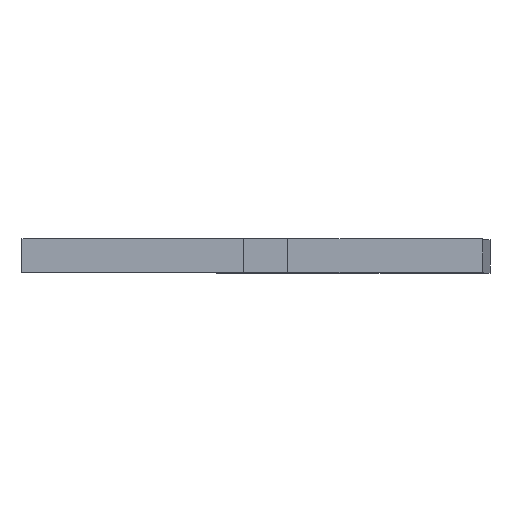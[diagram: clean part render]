
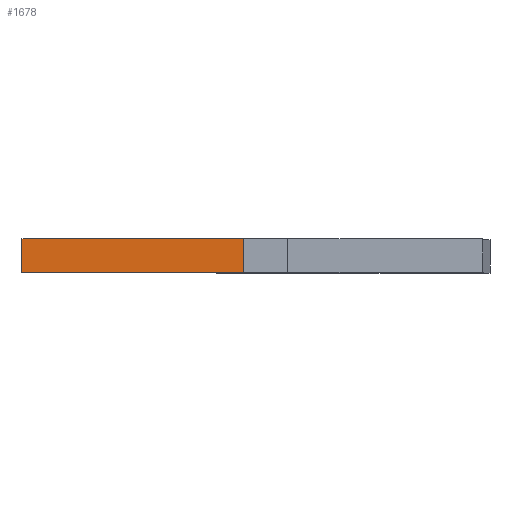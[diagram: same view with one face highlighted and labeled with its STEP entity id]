
A CAD part, top view. The second image highlights one B-rep face of the part: STEP entity #1678.
In plain terms, the highlighted planar face has unit normal (0, 0, 1).
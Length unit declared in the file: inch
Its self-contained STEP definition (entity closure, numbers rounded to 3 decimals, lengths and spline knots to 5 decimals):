
#20 = CARTESIAN_POINT ( 'NONE',  ( -2.75, 0.375, 0.875 ) ) ;
#27 = VERTEX_POINT ( 'NONE', #1979 ) ;
#38 = CARTESIAN_POINT ( 'NONE',  ( -2.75, -2.35332, 0.875 ) ) ;
#60 = ORIENTED_EDGE ( 'NONE', *, *, #816, .F. ) ;
#162 = VECTOR ( 'NONE', #2973, 39.37008 ) ;
#210 = VECTOR ( 'NONE', #533, 39.37008 ) ;
#326 = CARTESIAN_POINT ( 'NONE',  ( -0.25, -2.35332, 0.875 ) ) ;
#403 = VERTEX_POINT ( 'NONE', #2902 ) ;
#422 = CARTESIAN_POINT ( 'NONE',  ( -2.75, 0., 0.875 ) ) ;
#533 = DIRECTION ( 'NONE',  ( 0., 1., 0. ) ) ;
#769 = CARTESIAN_POINT ( 'NONE',  ( -0.25, 0., 0.875 ) ) ;
#816 = EDGE_CURVE ( 'NONE', #1349, #403, #2142, .T. ) ;
#855 = VECTOR ( 'NONE', #975, 39.37008 ) ;
#868 = CARTESIAN_POINT ( 'NONE',  ( -2.75, 0.375, 0.875 ) ) ;
#887 = EDGE_CURVE ( 'NONE', #1566, #27, #1185, .T. ) ;
#896 = PLANE ( 'NONE',  #2267 ) ;
#975 = DIRECTION ( 'NONE',  ( 1., 0., 0. ) ) ;
#1169 = FACE_OUTER_BOUND ( 'NONE', #2169, .T. ) ;
#1185 = LINE ( 'NONE', #20, #855 ) ;
#1349 = VERTEX_POINT ( 'NONE', #769 ) ;
#1381 = ORIENTED_EDGE ( 'NONE', *, *, #1813, .F. ) ;
#1472 = LINE ( 'NONE', #38, #210 ) ;
#1566 = VERTEX_POINT ( 'NONE', #868 ) ;
#1618 = ORIENTED_EDGE ( 'NONE', *, *, #887, .F. ) ;
#1627 = DIRECTION ( 'NONE',  ( 1., 0., 0. ) ) ;
#1678 = ADVANCED_FACE ( 'NONE', ( #1169 ), #896, .T. ) ;
#1712 = ORIENTED_EDGE ( 'NONE', *, *, #2258, .F. ) ;
#1813 = EDGE_CURVE ( 'NONE', #403, #1566, #1472, .T. ) ;
#1857 = CARTESIAN_POINT ( 'NONE',  ( -2.75, -2.35332, 0.875 ) ) ;
#1979 = CARTESIAN_POINT ( 'NONE',  ( -0.25, 0.375, 0.875 ) ) ;
#2110 = VECTOR ( 'NONE', #2878, 39.37008 ) ;
#2142 = LINE ( 'NONE', #422, #2110 ) ;
#2169 = EDGE_LOOP ( 'NONE', ( #1712, #1618, #1381, #60 ) ) ;
#2258 = EDGE_CURVE ( 'NONE', #27, #1349, #2492, .T. ) ;
#2267 = AXIS2_PLACEMENT_3D ( 'NONE', #1857, #2652, #1627 ) ;
#2492 = LINE ( 'NONE', #326, #162 ) ;
#2652 = DIRECTION ( 'NONE',  ( 0., 0., 1. ) ) ;
#2878 = DIRECTION ( 'NONE',  ( -1., 0., 0. ) ) ;
#2902 = CARTESIAN_POINT ( 'NONE',  ( -2.75, 0., 0.875 ) ) ;
#2973 = DIRECTION ( 'NONE',  ( 0., -1., 0. ) ) ;
